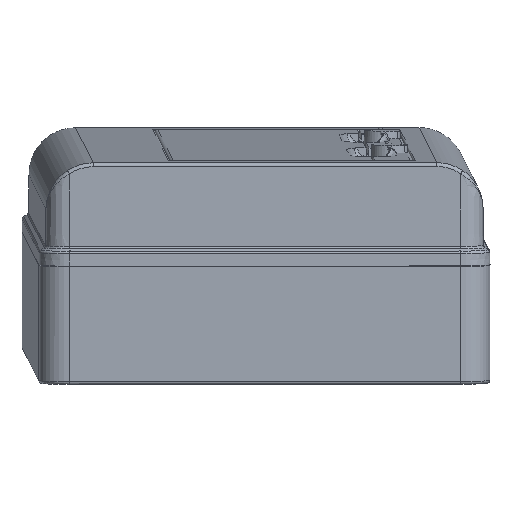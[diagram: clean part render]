
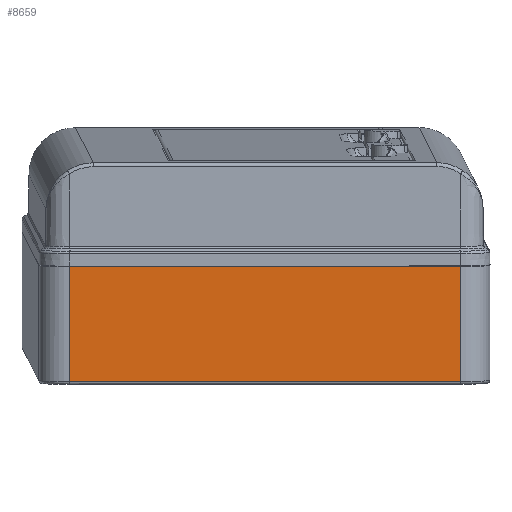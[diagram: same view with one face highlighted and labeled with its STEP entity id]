
A CAD part, front view. The second image highlights one B-rep face of the part: STEP entity #8659.
In plain terms, the highlighted face is planar.
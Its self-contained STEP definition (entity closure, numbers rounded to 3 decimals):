
#1698=DIRECTION('',(-1.,0.,0.));
#1699=VECTOR('',#1698,209.);
#1700=CARTESIAN_POINT('',(-55.,-225.,1.5));
#1701=LINE('',#1700,#1699);
#1717=DIRECTION('',(0.,0.,1.));
#1718=VECTOR('',#1717,61.5);
#1719=CARTESIAN_POINT('',(-264.,-225.,1.5));
#1720=LINE('',#1719,#1718);
#1725=DIRECTION('',(-1.,0.,0.));
#1726=VECTOR('',#1725,209.);
#1727=CARTESIAN_POINT('',(-55.,-225.,63.));
#1728=LINE('',#1727,#1726);
#1733=DIRECTION('',(0.,0.,-1.));
#1734=VECTOR('',#1733,61.5);
#1735=CARTESIAN_POINT('',(-55.,-225.,63.));
#1736=LINE('',#1735,#1734);
#5172=CARTESIAN_POINT('',(-264.,-225.,1.5));
#5174=VERTEX_POINT('',#5172);
#5177=CARTESIAN_POINT('',(-264.,-225.,63.));
#5179=VERTEX_POINT('',#5177);
#6176=CARTESIAN_POINT('',(-55.,-225.,1.5));
#6177=VERTEX_POINT('',#6176);
#6178=CARTESIAN_POINT('',(-55.,-225.,63.));
#6180=VERTEX_POINT('',#6178);
#8647=CARTESIAN_POINT('',(280.,-225.,0.));
#8648=DIRECTION('',(0.,1.,0.));
#8649=DIRECTION('',(-1.,0.,0.));
#8650=AXIS2_PLACEMENT_3D('',#8647,#8648,#8649);
#8651=PLANE('',#8650);
#8652=ORIENTED_EDGE('',*,*,#8616,.T.);
#8653=ORIENTED_EDGE('',*,*,#8639,.T.);
#8654=ORIENTED_EDGE('',*,*,#7186,.F.);
#8656=ORIENTED_EDGE('',*,*,#8655,.T.);
#8657=EDGE_LOOP('',(#8652,#8653,#8654,#8656));
#8658=FACE_OUTER_BOUND('',#8657,.F.);
#8659=ADVANCED_FACE('',(#8658),#8651,.F.);
#7186=EDGE_CURVE('',#6180,#5179,#1728,.T.);
#8616=EDGE_CURVE('',#6177,#5174,#1701,.T.);
#8639=EDGE_CURVE('',#5174,#5179,#1720,.T.);
#8655=EDGE_CURVE('',#6180,#6177,#1736,.T.);
